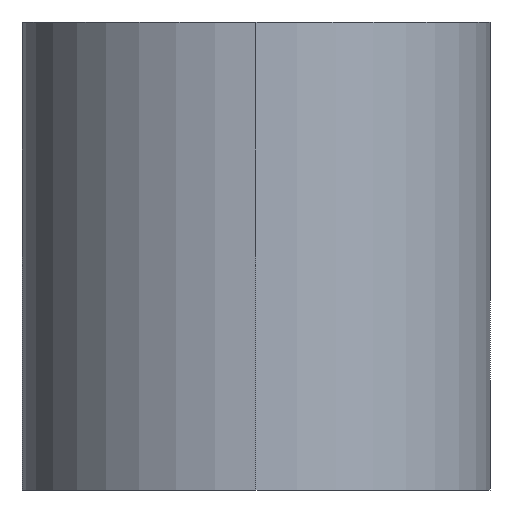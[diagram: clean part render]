
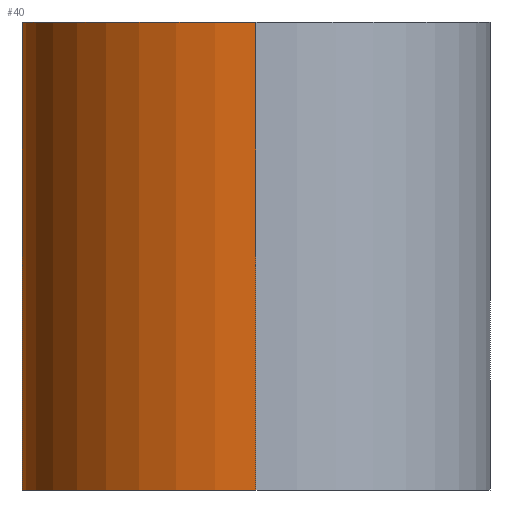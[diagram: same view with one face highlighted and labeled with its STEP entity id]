
A CAD part, front view. The second image highlights one B-rep face of the part: STEP entity #40.
In plain terms, the highlighted cylindrical face has radius 11.75 mm (diameter 23.5 mm), a partial arc.
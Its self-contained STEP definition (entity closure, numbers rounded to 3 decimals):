
#40=ADVANCED_FACE('',(#85),#86,.T.);
#85=FACE_OUTER_BOUND('',#134,.T.);
#86=CYLINDRICAL_SURFACE('',#135,11.75);
#134=EDGE_LOOP('',(#183,#184,#185,#186));
#135=AXIS2_PLACEMENT_3D('',#187,#188,#189);
#183=ORIENTED_EDGE('',*,*,#299,.F.);
#184=ORIENTED_EDGE('',*,*,#300,.F.);
#185=ORIENTED_EDGE('',*,*,#301,.F.);
#186=ORIENTED_EDGE('',*,*,#302,.T.);
#187=CARTESIAN_POINT('',(0.,-45.25,-11.75));
#188=DIRECTION('',(0.0,0.0,-1.0));
#189=DIRECTION('',(0.0,1.0,0.0));
#299=EDGE_CURVE('',#351,#352,#353,.T.);
#300=EDGE_CURVE('',#354,#351,#355,.T.);
#301=EDGE_CURVE('',#356,#354,#357,.T.);
#302=EDGE_CURVE('',#356,#352,#358,.T.);
#351=VERTEX_POINT('',#422);
#352=VERTEX_POINT('',#423);
#353=LINE('',#424,#425);
#354=VERTEX_POINT('',#426);
#355=CIRCLE('',#427,11.75);
#356=VERTEX_POINT('',#428);
#357=LINE('',#429,#430);
#358=CIRCLE('',#431,11.75);
#422=CARTESIAN_POINT('',(0.,-57.0,11.75));
#423=CARTESIAN_POINT('',(0.,-57.0,-11.75));
#424=CARTESIAN_POINT('',(0.,-57.0,-11.75));
#425=VECTOR('',#555,1.0);
#426=CARTESIAN_POINT('',(-11.75,-45.25,11.75));
#427=AXIS2_PLACEMENT_3D('',#556,#557,#558);
#428=CARTESIAN_POINT('',(-11.75,-45.25,-11.75));
#429=CARTESIAN_POINT('',(-11.75,-45.25,-11.75));
#430=VECTOR('',#559,23.5);
#431=AXIS2_PLACEMENT_3D('',#560,#561,#562);
#555=DIRECTION('',(0.0,0.0,-1.0));
#556=CARTESIAN_POINT('',(0.,-45.25,11.75));
#557=DIRECTION('',(0.0,0.0,1.0));
#558=DIRECTION('',(-1.0,0.0,0.0));
#559=DIRECTION('',(0.0,0.0,1.0));
#560=CARTESIAN_POINT('',(0.,-45.25,-11.75));
#561=DIRECTION('',(0.0,0.0,1.0));
#562=DIRECTION('',(-1.0,0.0,0.0));
